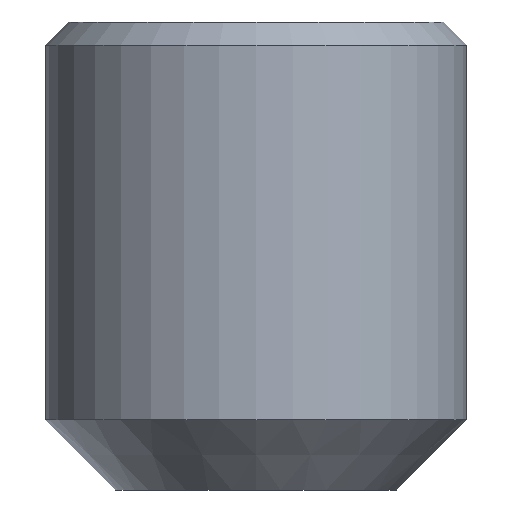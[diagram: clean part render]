
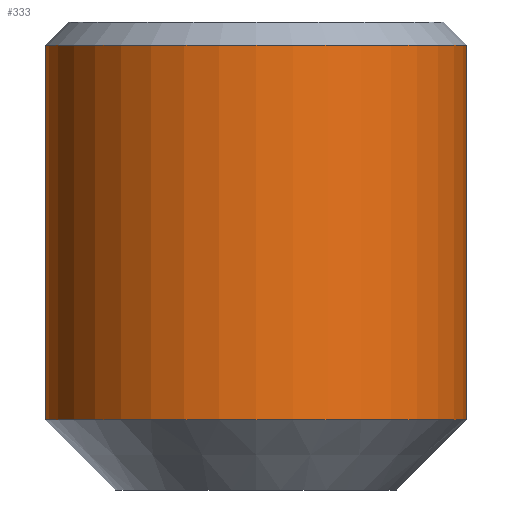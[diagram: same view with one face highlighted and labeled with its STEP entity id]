
A CAD part, front view. The second image highlights one B-rep face of the part: STEP entity #333.
In plain terms, the highlighted cylindrical face has radius 9 mm (diameter 18 mm), a partial arc.
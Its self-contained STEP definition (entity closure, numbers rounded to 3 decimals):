
#3 = CARTESIAN_POINT ( 'NONE',  ( 9., 0., 0. ) ) ;
#7 = AXIS2_PLACEMENT_3D ( 'NONE', #58, #346, #140 ) ;
#11 = VERTEX_POINT ( 'NONE', #432 ) ;
#15 = ORIENTED_EDGE ( 'NONE', *, *, #59, .T. ) ;
#23 = VERTEX_POINT ( 'NONE', #173 ) ;
#41 = CIRCLE ( 'NONE', #377, 9. ) ;
#51 = DIRECTION ( 'NONE',  ( 0., 0., 1. ) ) ;
#58 = CARTESIAN_POINT ( 'NONE',  ( 0., 0., -1. ) ) ;
#59 = EDGE_CURVE ( 'NONE', #85, #23, #458, .T. ) ;
#66 = CYLINDRICAL_SURFACE ( 'NONE', #254, 9. ) ;
#73 = CARTESIAN_POINT ( 'NONE',  ( 0., 0., 0. ) ) ;
#74 = LINE ( 'NONE', #469, #447 ) ;
#85 = VERTEX_POINT ( 'NONE', #249 ) ;
#92 = VERTEX_POINT ( 'NONE', #129 ) ;
#109 = DIRECTION ( 'NONE',  ( 0., 0., 1. ) ) ;
#119 = EDGE_LOOP ( 'NONE', ( #145, #223, #15, #138 ) ) ;
#129 = CARTESIAN_POINT ( 'NONE',  ( -9., 0., -17. ) ) ;
#138 = ORIENTED_EDGE ( 'NONE', *, *, #221, .F. ) ;
#140 = DIRECTION ( 'NONE',  ( 1., 0., 0. ) ) ;
#145 = ORIENTED_EDGE ( 'NONE', *, *, #261, .F. ) ;
#155 = DIRECTION ( 'NONE',  ( 1., 0., 0. ) ) ;
#173 = CARTESIAN_POINT ( 'NONE',  ( 9., 0., -1. ) ) ;
#194 = VECTOR ( 'NONE', #416, 1000. ) ;
#202 = CIRCLE ( 'NONE', #7, 9. ) ;
#208 = CARTESIAN_POINT ( 'NONE',  ( 0., 0., -17. ) ) ;
#221 = EDGE_CURVE ( 'NONE', #11, #23, #202, .T. ) ;
#223 = ORIENTED_EDGE ( 'NONE', *, *, #285, .T. ) ;
#249 = CARTESIAN_POINT ( 'NONE',  ( 9., 0., -17. ) ) ;
#254 = AXIS2_PLACEMENT_3D ( 'NONE', #73, #415, #155 ) ;
#261 = EDGE_CURVE ( 'NONE', #92, #11, #74, .T. ) ;
#285 = EDGE_CURVE ( 'NONE', #92, #85, #41, .T. ) ;
#333 = ADVANCED_FACE ( 'NONE', ( #468 ), #66, .T. ) ;
#346 = DIRECTION ( 'NONE',  ( 0., 0., 1. ) ) ;
#377 = AXIS2_PLACEMENT_3D ( 'NONE', #208, #51, #457 ) ;
#415 = DIRECTION ( 'NONE',  ( 0., 0., 1. ) ) ;
#416 = DIRECTION ( 'NONE',  ( 0., 0., 1. ) ) ;
#432 = CARTESIAN_POINT ( 'NONE',  ( -9., 0., -1. ) ) ;
#447 = VECTOR ( 'NONE', #109, 1000. ) ;
#457 = DIRECTION ( 'NONE',  ( 1., 0., 0. ) ) ;
#458 = LINE ( 'NONE', #3, #194 ) ;
#468 = FACE_OUTER_BOUND ( 'NONE', #119, .T. ) ;
#469 = CARTESIAN_POINT ( 'NONE',  ( -9., 0., 0. ) ) ;
